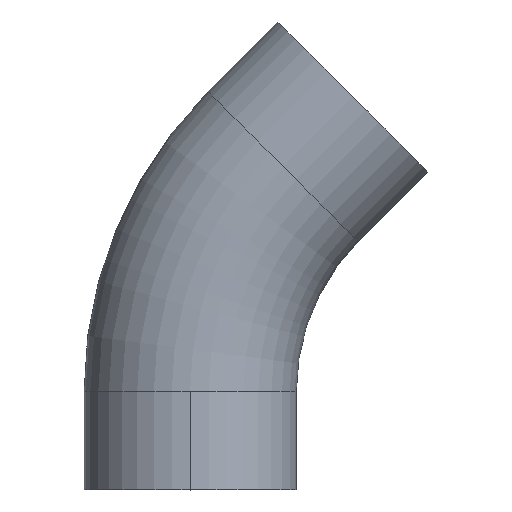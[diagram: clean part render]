
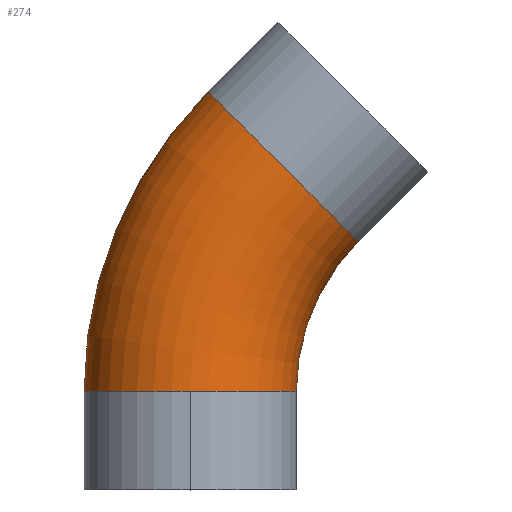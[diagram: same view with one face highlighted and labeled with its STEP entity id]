
A CAD part, top view. The second image highlights one B-rep face of the part: STEP entity #274.
In plain terms, the highlighted toroidal (fillet/blend) face has major radius 57 mm and minor radius 19.05 mm.
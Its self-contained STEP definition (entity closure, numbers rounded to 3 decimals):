
#13 = DIRECTION ( 'NONE',  ( -1., 0., 0. ) ) ;
#21 = CARTESIAN_POINT ( 'NONE',  ( 0., 17.7, 19.05 ) ) ;
#30 = AXIS2_PLACEMENT_3D ( 'NONE', #225, #261, #35 ) ;
#32 = DIRECTION ( 'NONE',  ( 0., 0., -1. ) ) ;
#35 = DIRECTION ( 'NONE',  ( -1., 0., 0. ) ) ;
#42 = DIRECTION ( 'NONE',  ( 0., 1., 0. ) ) ;
#47 = DIRECTION ( 'NONE',  ( 0.707, 0.707, 0. ) ) ;
#50 = CIRCLE ( 'NONE', #314, 37.95 ) ;
#55 = CARTESIAN_POINT ( 'NONE',  ( 0., 17.7, 0. ) ) ;
#68 = EDGE_CURVE ( 'NONE', #137, #280, #50, .T. ) ;
#75 = CARTESIAN_POINT ( 'NONE',  ( 16.695, 58.005, 0. ) ) ;
#91 = AXIS2_PLACEMENT_3D ( 'NONE', #200, #42, #153 ) ;
#93 = DIRECTION ( 'NONE',  ( 0., 1., 0. ) ) ;
#102 = ORIENTED_EDGE ( 'NONE', *, *, #337, .T. ) ;
#117 = CIRCLE ( 'NONE', #396, 19.05 ) ;
#135 = DIRECTION ( 'NONE',  ( 0., 0., 1. ) ) ;
#137 = VERTEX_POINT ( 'NONE', #260 ) ;
#144 = ORIENTED_EDGE ( 'NONE', *, *, #68, .T. ) ;
#153 = DIRECTION ( 'NONE',  ( 0., 0., 1. ) ) ;
#154 = EDGE_CURVE ( 'NONE', #234, #254, #283, .T. ) ;
#155 = CARTESIAN_POINT ( 'NONE',  ( 3.225, 71.475, 0. ) ) ;
#156 = EDGE_LOOP ( 'NONE', ( #175, #461, #102, #144, #252 ) ) ;
#158 = FACE_OUTER_BOUND ( 'NONE', #156, .T. ) ;
#175 = ORIENTED_EDGE ( 'NONE', *, *, #154, .F. ) ;
#187 = EDGE_CURVE ( 'NONE', #234, #350, #303, .T. ) ;
#194 = CARTESIAN_POINT ( 'NONE',  ( 57., 17.7, 0. ) ) ;
#196 = DIRECTION ( 'NONE',  ( 0., 0., 1. ) ) ;
#200 = CARTESIAN_POINT ( 'NONE',  ( 0., 17.7, 0. ) ) ;
#209 = AXIS2_PLACEMENT_3D ( 'NONE', #194, #460, #13 ) ;
#225 = CARTESIAN_POINT ( 'NONE',  ( 57., 17.7, 0. ) ) ;
#233 = CARTESIAN_POINT ( 'NONE',  ( -19.05, 17.7, 0. ) ) ;
#234 = VERTEX_POINT ( 'NONE', #233 ) ;
#252 = ORIENTED_EDGE ( 'NONE', *, *, #308, .F. ) ;
#254 = VERTEX_POINT ( 'NONE', #155 ) ;
#258 = CIRCLE ( 'NONE', #489, 19.05 ) ;
#260 = CARTESIAN_POINT ( 'NONE',  ( 19.05, 17.7, 0. ) ) ;
#261 = DIRECTION ( 'NONE',  ( 0., 0., -1. ) ) ;
#274 = ADVANCED_FACE ( 'NONE', ( #158 ), #474, .T. ) ;
#280 = VERTEX_POINT ( 'NONE', #470 ) ;
#283 = CIRCLE ( 'NONE', #30, 76.05 ) ;
#303 = CIRCLE ( 'NONE', #91, 19.05 ) ;
#308 = EDGE_CURVE ( 'NONE', #254, #280, #117, .T. ) ;
#314 = AXIS2_PLACEMENT_3D ( 'NONE', #414, #32, #493 ) ;
#337 = EDGE_CURVE ( 'NONE', #350, #137, #258, .T. ) ;
#350 = VERTEX_POINT ( 'NONE', #21 ) ;
#396 = AXIS2_PLACEMENT_3D ( 'NONE', #75, #47, #196 ) ;
#414 = CARTESIAN_POINT ( 'NONE',  ( 57., 17.7, 0. ) ) ;
#460 = DIRECTION ( 'NONE',  ( 0., 0., -1. ) ) ;
#461 = ORIENTED_EDGE ( 'NONE', *, *, #187, .T. ) ;
#470 = CARTESIAN_POINT ( 'NONE',  ( 30.165, 44.535, 0. ) ) ;
#474 = TOROIDAL_SURFACE ( 'NONE', #209, 57., 19.05 ) ;
#489 = AXIS2_PLACEMENT_3D ( 'NONE', #55, #93, #135 ) ;
#493 = DIRECTION ( 'NONE',  ( -1., 0., 0. ) ) ;
